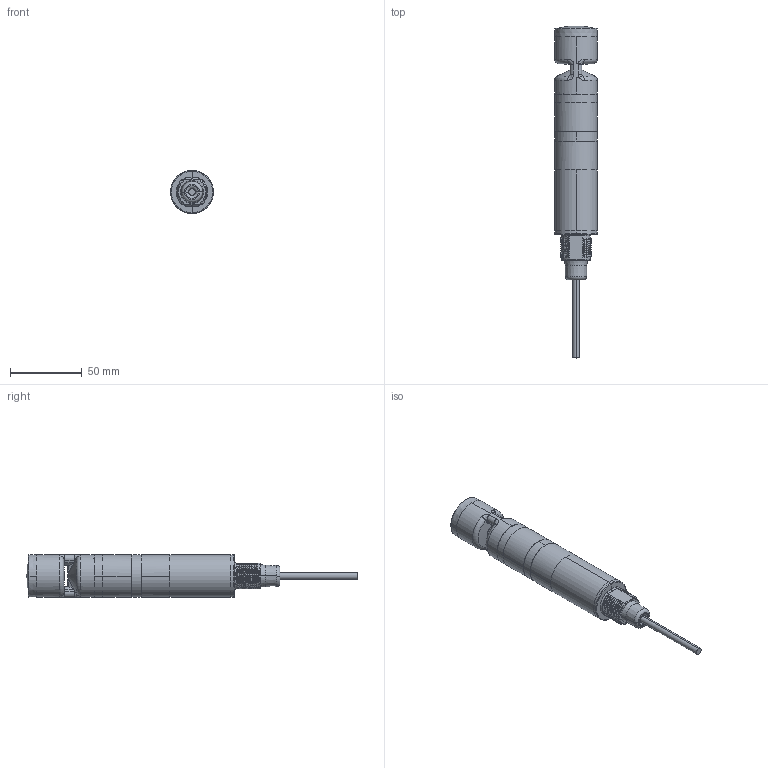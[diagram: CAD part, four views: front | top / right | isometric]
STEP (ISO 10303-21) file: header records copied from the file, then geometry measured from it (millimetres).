
FILE_DESCRIPTION((''),'2;1');
FILE_NAME('204593_ASM','2018-08-07T',('pdmadmin'),('BANNER ENGINEERING'),'CREO PARAMETRIC BY PTC INC, 2016260','CREO PARAMETRIC BY PTC INC, 2016260','');
FILE_SCHEMA(('CONFIG_CONTROL_DESIGN'));
Length unit declared in the file: millimetre
Products named in the file (15): 201226; 201222_OLD; 202000; 203806; CABLE_190; SOMMS_TL30_BASE_CABLE_ASM; 201229; 204322; 201228; 202220; SOMMS_AUDIBLE_BUZZER; 201227; SOMMS_AUDIBLE_TL30_TWISTLOCK_ASM; 202221; 204593_ASM
Assembly tree (15 placements, depth 3):
  204593_ASM
    201226
    201222_OLD
    SOMMS_TL30_BASE_CABLE_ASM
      202000
      203806
      CABLE_190
    201229
    204322
    SOMMS_AUDIBLE_TL30_TWISTLOCK_ASM
      201228
      202220
      SOMMS_AUDIBLE_BUZZER
      201227
    202221  x2
Bounding box: 30 x 231.86 x 30 mm (x, y, z)
Volume: 55350.7 mm3; surface area: 46856.1 mm2
Topology: 13 solids, 13 shells, 1747 faces, 4098 edges, 2383 vertices
Faces by surface type: bspline 650, cylinder 315, plane 312, torus 189, cone 169, sphere 112
Entity records: 93695 total; most frequent: CARTESIAN_POINT 59735, ORIENTED_EDGE 7820, DIRECTION 6043, EDGE_CURVE 3910, AXIS2_PLACEMENT_3D 2580, VERTEX_POINT 2270, EDGE_LOOP 1712, FACE_OUTER_BOUND 1675
